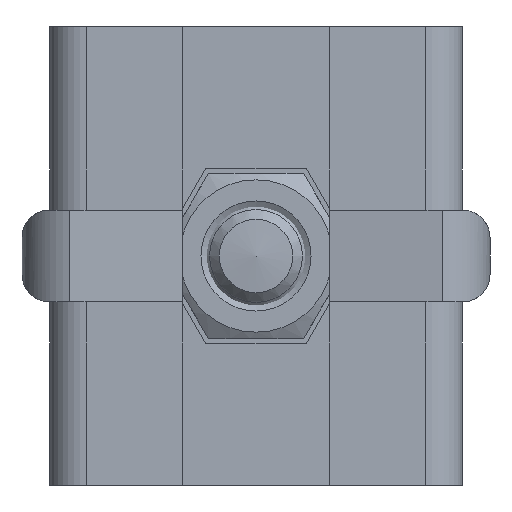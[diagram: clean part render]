
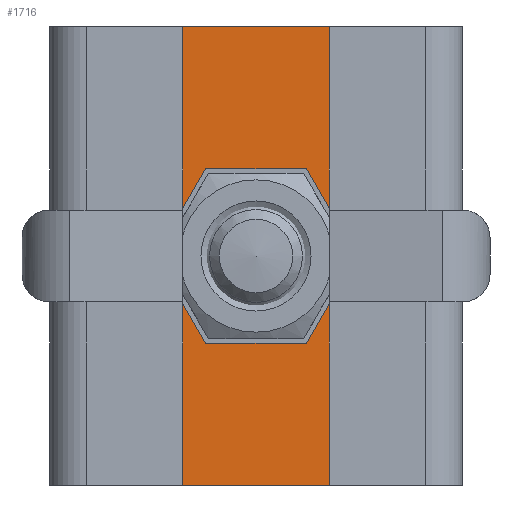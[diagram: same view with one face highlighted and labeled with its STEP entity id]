
A CAD part, front view. The second image highlights one B-rep face of the part: STEP entity #1716.
In plain terms, the highlighted planar face has unit normal (0, -1, 0).
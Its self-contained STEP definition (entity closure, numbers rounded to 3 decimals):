
#130=LINE('',#2659,#274);
#171=LINE('',#2764,#315);
#172=LINE('',#2768,#316);
#173=LINE('',#2769,#317);
#174=LINE('',#2772,#318);
#175=LINE('',#2774,#319);
#176=LINE('',#2776,#320);
#177=LINE('',#2778,#321);
#178=LINE('',#2780,#322);
#179=LINE('',#2781,#323);
#274=VECTOR('',#2121,10.);
#315=VECTOR('',#2218,10.);
#316=VECTOR('',#2223,10.);
#317=VECTOR('',#2224,10.);
#318=VECTOR('',#2225,10.);
#319=VECTOR('',#2226,10.);
#320=VECTOR('',#2227,10.);
#321=VECTOR('',#2228,10.);
#322=VECTOR('',#2229,10.);
#323=VECTOR('',#2230,10.);
#406=PLANE('',#1913);
#449=FACE_BOUND('',#601,.T.);
#492=FACE_OUTER_BOUND('',#600,.T.);
#600=EDGE_LOOP('',(#1289,#1290,#1291,#1292));
#601=EDGE_LOOP('',(#1293,#1294,#1295,#1296,#1297,#1298));
#799=VERTEX_POINT('',#2656);
#800=VERTEX_POINT('',#2658);
#836=VERTEX_POINT('',#2763);
#837=VERTEX_POINT('',#2767);
#838=VERTEX_POINT('',#2770);
#839=VERTEX_POINT('',#2771);
#840=VERTEX_POINT('',#2773);
#841=VERTEX_POINT('',#2775);
#842=VERTEX_POINT('',#2777);
#843=VERTEX_POINT('',#2779);
#962=EDGE_CURVE('',#800,#799,#130,.T.);
#1015=EDGE_CURVE('',#800,#836,#171,.T.);
#1017=EDGE_CURVE('',#837,#799,#172,.T.);
#1018=EDGE_CURVE('',#837,#836,#173,.T.);
#1019=EDGE_CURVE('',#838,#839,#174,.T.);
#1020=EDGE_CURVE('',#839,#840,#175,.T.);
#1021=EDGE_CURVE('',#840,#841,#176,.T.);
#1022=EDGE_CURVE('',#841,#842,#177,.T.);
#1023=EDGE_CURVE('',#842,#843,#178,.T.);
#1024=EDGE_CURVE('',#843,#838,#179,.T.);
#1289=ORIENTED_EDGE('',*,*,#1015,.F.);
#1290=ORIENTED_EDGE('',*,*,#962,.T.);
#1291=ORIENTED_EDGE('',*,*,#1017,.F.);
#1292=ORIENTED_EDGE('',*,*,#1018,.T.);
#1293=ORIENTED_EDGE('',*,*,#1019,.T.);
#1294=ORIENTED_EDGE('',*,*,#1020,.T.);
#1295=ORIENTED_EDGE('',*,*,#1021,.T.);
#1296=ORIENTED_EDGE('',*,*,#1022,.T.);
#1297=ORIENTED_EDGE('',*,*,#1023,.T.);
#1298=ORIENTED_EDGE('',*,*,#1024,.T.);
#1716=ADVANCED_FACE('',(#492,#449),#406,.T.);
#1913=AXIS2_PLACEMENT_3D('',#2766,#2221,#2222);
#2121=DIRECTION('',(1.,0.,0.));
#2218=DIRECTION('',(0.,0.,1.));
#2221=DIRECTION('center_axis',(0.,-1.,0.));
#2222=DIRECTION('ref_axis',(0.,0.,-1.));
#2223=DIRECTION('',(0.,0.,-1.));
#2224=DIRECTION('',(-1.,0.,0.));
#2225=DIRECTION('',(-0.5,0.,-0.866));
#2226=DIRECTION('',(-1.,0.,0.));
#2227=DIRECTION('',(-0.5,0.,0.866));
#2228=DIRECTION('',(0.5,0.,0.866));
#2229=DIRECTION('',(1.,0.,0.));
#2230=DIRECTION('',(0.5,0.,-0.866));
#2656=CARTESIAN_POINT('',(29.422,46.452,0.));
#2658=CARTESIAN_POINT('',(-7.578,46.452,0.));
#2659=CARTESIAN_POINT('',(-9.578,46.452,0.));
#2763=CARTESIAN_POINT('',(-7.578,46.452,50.));
#2764=CARTESIAN_POINT('',(-7.578,46.452,0.));
#2766=CARTESIAN_POINT('Origin',(33.422,46.452,0.));
#2767=CARTESIAN_POINT('',(29.422,46.452,50.));
#2768=CARTESIAN_POINT('',(29.422,46.452,0.));
#2769=CARTESIAN_POINT('',(-9.578,46.452,50.));
#2770=CARTESIAN_POINT('',(21.892,46.452,25.));
#2771=CARTESIAN_POINT('',(16.407,46.452,15.5));
#2772=CARTESIAN_POINT('',(15.178,46.452,13.371));
#2773=CARTESIAN_POINT('',(5.437,46.452,15.5));
#2774=CARTESIAN_POINT('',(19.43,46.452,15.5));
#2775=CARTESIAN_POINT('',(-0.048,46.452,25.));
#2776=CARTESIAN_POINT('',(9.549,46.452,8.379));
#2777=CARTESIAN_POINT('',(5.437,46.452,34.5));
#2778=CARTESIAN_POINT('',(1.466,46.452,27.621));
#2779=CARTESIAN_POINT('',(16.407,46.452,34.5));
#2780=CARTESIAN_POINT('',(24.914,46.452,34.5));
#2781=CARTESIAN_POINT('',(28.746,46.452,13.129));
